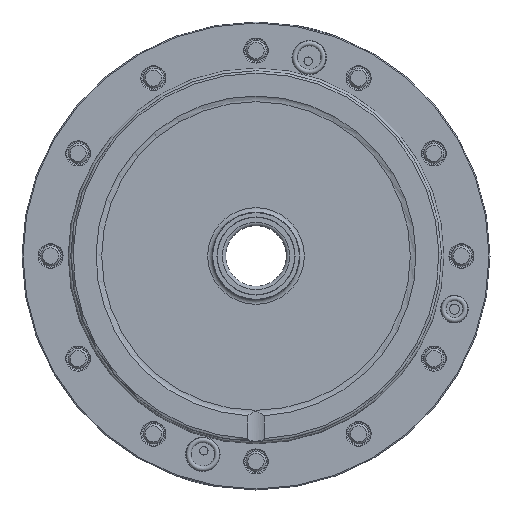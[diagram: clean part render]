
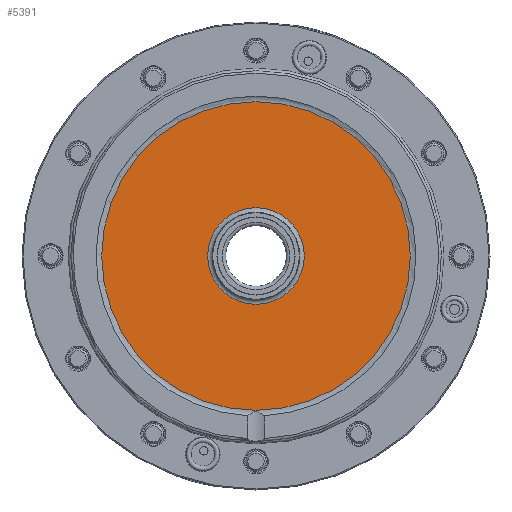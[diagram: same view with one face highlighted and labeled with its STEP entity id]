
A CAD part, front view. The second image highlights one B-rep face of the part: STEP entity #5391.
In plain terms, the highlighted planar face has unit normal (0, -1, 0).
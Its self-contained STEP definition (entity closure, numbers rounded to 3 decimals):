
#1716 = ORIENTED_EDGE ( 'NONE', *, *, #12186, .T. ) ;
#3286 = AXIS2_PLACEMENT_3D ( 'NONE', #14279, #14410, #6270 ) ;
#3643 = AXIS2_PLACEMENT_3D ( 'NONE', #13467, #5756, #10239 ) ;
#4345 = DIRECTION ( 'NONE',  ( 0., 0., 1. ) ) ;
#5391 = ADVANCED_FACE ( 'NONE', ( #8686, #12069 ), #9931, .F. ) ;
#5479 = CARTESIAN_POINT ( 'NONE',  ( 0., -17.6, 0. ) ) ;
#5485 = VERTEX_POINT ( 'NONE', #13653 ) ;
#5540 = CARTESIAN_POINT ( 'NONE',  ( 0., -17.6, 14.35 ) ) ;
#5756 = DIRECTION ( 'NONE',  ( 0., 1., 0. ) ) ;
#6270 = DIRECTION ( 'NONE',  ( 0., 0., 1. ) ) ;
#8411 = EDGE_LOOP ( 'NONE', ( #1716 ) ) ;
#8500 = EDGE_CURVE ( 'NONE', #5485, #5485, #11926, .T. ) ;
#8686 = FACE_BOUND ( 'NONE', #8411, .T. ) ;
#9507 = CIRCLE ( 'NONE', #13942, 14.35 ) ;
#9837 = VERTEX_POINT ( 'NONE', #5540 ) ;
#9931 = PLANE ( 'NONE',  #3286 ) ;
#10239 = DIRECTION ( 'NONE',  ( 0., 0., 1. ) ) ;
#11486 = ORIENTED_EDGE ( 'NONE', *, *, #8500, .F. ) ;
#11926 = CIRCLE ( 'NONE', #3643, 45.842 ) ;
#12069 = FACE_OUTER_BOUND ( 'NONE', #12804, .T. ) ;
#12186 = EDGE_CURVE ( 'NONE', #9837, #9837, #9507, .T. ) ;
#12804 = EDGE_LOOP ( 'NONE', ( #11486 ) ) ;
#13467 = CARTESIAN_POINT ( 'NONE',  ( 0., -17.6, 0. ) ) ;
#13653 = CARTESIAN_POINT ( 'NONE',  ( 0., -17.6, 45.842 ) ) ;
#13942 = AXIS2_PLACEMENT_3D ( 'NONE', #5479, #14462, #4345 ) ;
#14279 = CARTESIAN_POINT ( 'NONE',  ( 0., -17.6, 0. ) ) ;
#14410 = DIRECTION ( 'NONE',  ( 0., 1., 0. ) ) ;
#14462 = DIRECTION ( 'NONE',  ( 0., 1., 0. ) ) ;
